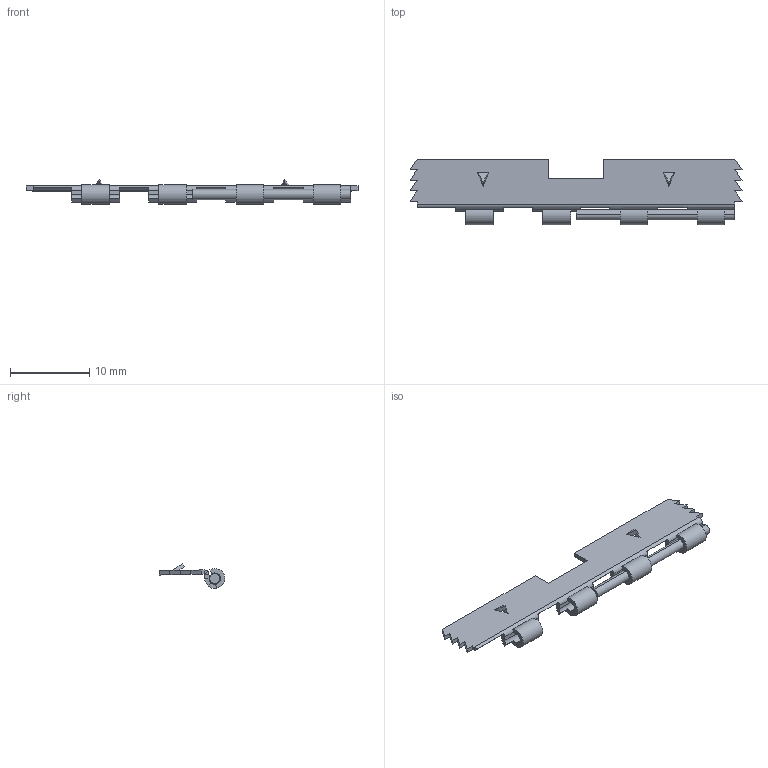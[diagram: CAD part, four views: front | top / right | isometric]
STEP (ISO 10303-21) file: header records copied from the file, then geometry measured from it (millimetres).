
FILE_DESCRIPTION (( 'STEP AP214' ), '1' );
FILE_NAME ('Hinge 42x14mm Part.STEP', '2021-03-11T12:53:14', ( 'Elessar' ), ( '' ), 'SwSTEP 2.0', 'SolidWorks 2018', '' );
FILE_SCHEMA (( 'AUTOMOTIVE_DESIGN' ));
Length unit declared in the file: millimetre
Products named in the file (3): 櫻蠉錪1^Hinge 42x14mm Part; 栺歑緪薤^Hinge 42x14mm Part; Hinge 42x14mm Part
Assembly tree (2 placements, depth 2):
  Hinge 42x14mm Part
    櫻蠉錪1^Hinge 42x14mm Part
    栺歑緪薤^Hinge 42x14mm Part
Bounding box: 42 x 8.28 x 3.14 mm (x, y, z)
Volume: 205.3 mm3; surface area: 825.3 mm2
Topology: 2 solids, 2 shells, 148 faces, 360 edges, 216 vertices
Faces by surface type: plane 120, cylinder 28
Entity records: 4352 total; most frequent: DIRECTION 752, CARTESIAN_POINT 729, ORIENTED_EDGE 720, EDGE_CURVE 360, VECTOR 274, LINE 274, AXIS2_PLACEMENT_3D 239, VERTEX_POINT 216
